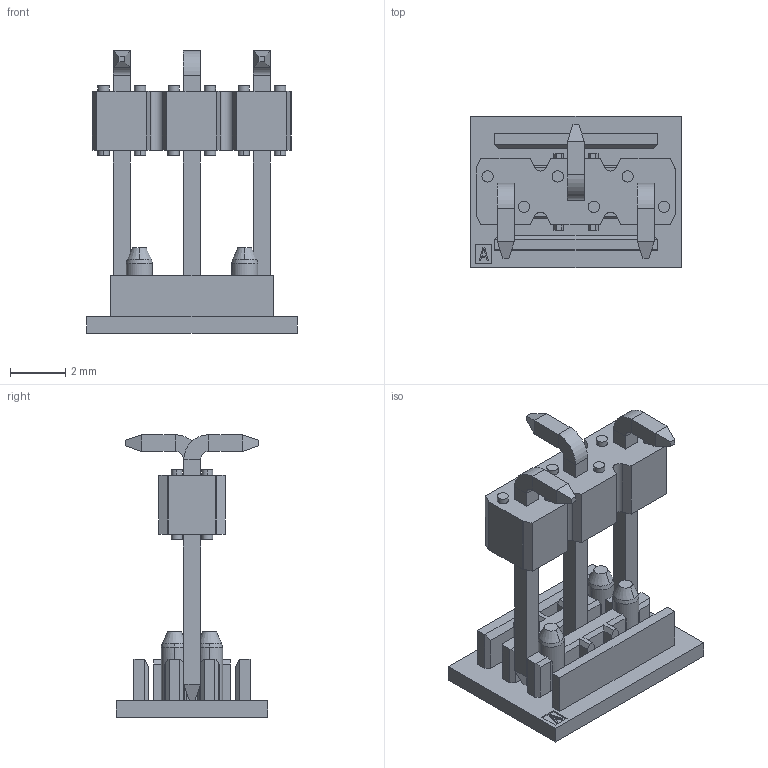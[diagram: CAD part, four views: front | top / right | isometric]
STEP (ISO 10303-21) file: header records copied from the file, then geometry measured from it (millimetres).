
FILE_DESCRIPTION((''),'2;1');
FILE_NAME('95293-401A04LF_ASM','2021-02-11T',('DDetouillon'),('AFCI'),'CREO PARAMETRIC BY PTC INC, 2016130','CREO PARAMETRIC BY PTC INC, 2016130','');
FILE_SCHEMA(('CONFIG_CONTROL_DESIGN'));
Length unit declared in the file: millimetre
Products named in the file (4): 98471_001_; 77310_Y16SMT_SR_; 10126528; 95293-401A04LF_ASM
Assembly tree (5 placements, depth 2):
  95293-401A04LF_ASM
    98471_001_
    77310_Y16SMT_SR_  x3
    10126528
Bounding box: 7.62 x 5.5 x 10.25 mm (x, y, z)
Volume: 95.3 mm3; surface area: 364.3 mm2
Topology: 5 solids, 5 shells, 305 faces, 763 edges, 486 vertices
Faces by surface type: plane 227, cylinder 62, bspline 8, cone 8
Entity records: 10297 total; most frequent: CARTESIAN_POINT 1651, ORIENTED_EDGE 1350, DIRECTION 1323, EDGE_CURVE 675, PRESENTATION_STYLE_ASSIGNMENT 633, STYLED_ITEM 633, CURVE_STYLE 631, VECTOR 487
